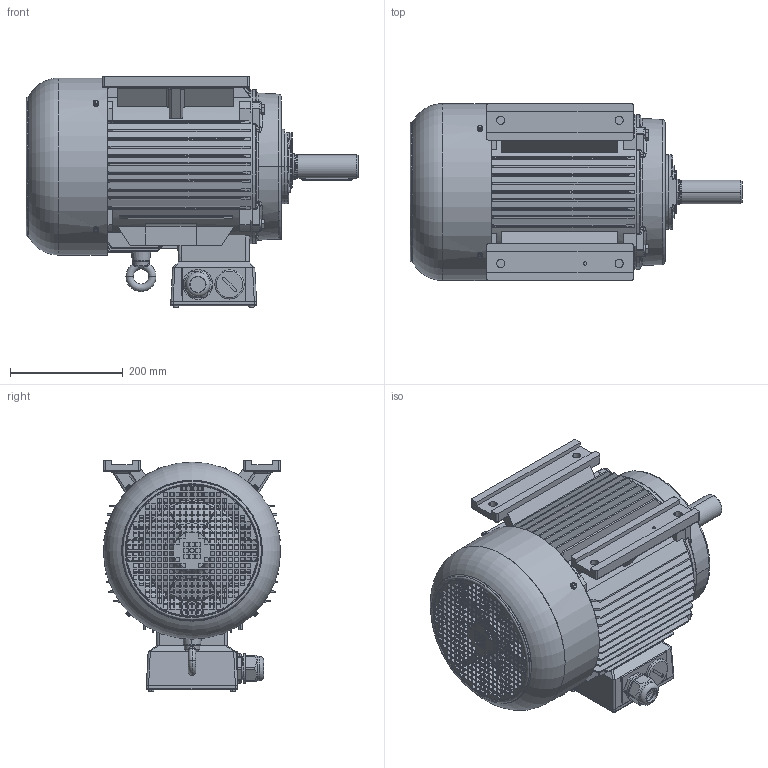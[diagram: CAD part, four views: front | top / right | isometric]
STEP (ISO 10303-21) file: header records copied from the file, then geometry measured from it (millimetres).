
FILE_DESCRIPTION(/* description */ (''),/* implementation_level */ '2;1');
FILE_NAME(/* name */ 'JM3-160M-B3.stp',/* time_stamp */ '2014-10-07T10:11:55+08:00',/* author */ (''),/* organization */ (''),/* preprocessor_version */ 'ST-DEVELOPER v14',/* originating_system */ 'SIEMENS PLM Software NX 8.0',/* authorisation */ '');
FILE_SCHEMA (('AUTOMOTIVE_DESIGN { 1 0 10303 214 3 1 1 1 }'));
Length unit declared in the file: millimetre
Products named in the file (1): jl0D7857331xon
Bounding box: 588.99 x 314 x 410 mm (x, y, z)
Volume: 7920450.1 mm3; surface area: 2444198.8 mm2
Topology: 60 solids, 60 shells, 4459 faces, 11806 edges, 7586 vertices
Faces by surface type: plane 2420, cylinder 1038, torus 434, cone 330, bspline 208, sphere 29
Full cylindrical faces by diameter (mm): 2 x1, 4.48 x8, 5 x8, 5.3 x4, 5.35 x8, 6 x8, 7 x8, 8 x1, 9.026 x8, 10 x14, 11.2 x8, 16 x1, 27.5 x1, 32.5 x3, 37.5 x5, 38.2 x1, 38.75 x6, 40 x7, 41.25 x6, 43.125 x1, 52 x1, 53.125 x1, 65 x1, 66 x1, 235 x1, 311 x1, 314 x1
Entity records: 154427 total; most frequent: CARTESIAN_POINT 43230, ORIENTED_EDGE 22900, DIRECTION 21305, EDGE_CURVE 11450, VERTEX_POINT 7471, AXIS2_PLACEMENT_3D 7274, LINE 6757, VECTOR 6757
